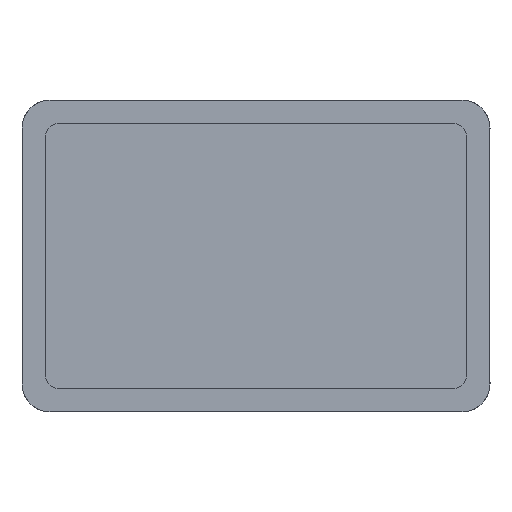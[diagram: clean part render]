
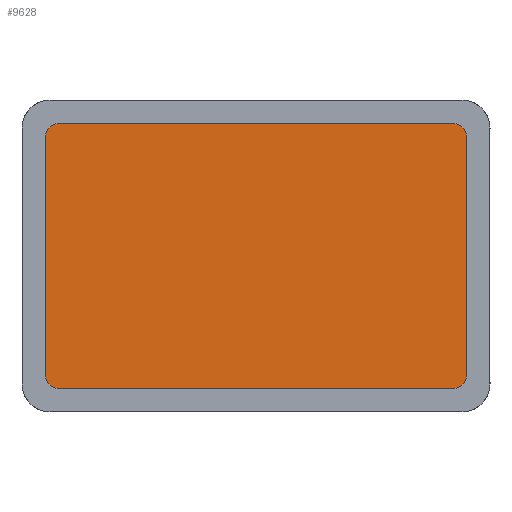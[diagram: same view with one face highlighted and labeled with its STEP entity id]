
A CAD part, front view. The second image highlights one B-rep face of the part: STEP entity #9628.
In plain terms, the highlighted planar face has unit normal (0, -1, 0).
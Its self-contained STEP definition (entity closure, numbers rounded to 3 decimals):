
#157 = AXIS2_PLACEMENT_3D ( 'NONE', #2631, #13946, #8385 ) ;
#523 = ORIENTED_EDGE ( 'NONE', *, *, #16845, .F. ) ;
#936 = EDGE_CURVE ( 'NONE', #3848, #7132, #5223, .T. ) ;
#1385 = DIRECTION ( 'NONE',  ( 0., 0., 1. ) ) ;
#1544 = EDGE_CURVE ( 'NONE', #14063, #2916, #10747, .T. ) ;
#2157 = CARTESIAN_POINT ( 'NONE',  ( 126., 0., 85. ) ) ;
#2618 = CARTESIAN_POINT ( 'NONE',  ( 126., 0., -76. ) ) ;
#2631 = CARTESIAN_POINT ( 'NONE',  ( 126., 0., 76. ) ) ;
#2916 = VERTEX_POINT ( 'NONE', #4207 ) ;
#3412 = EDGE_CURVE ( 'NONE', #7321, #6839, #7299, .T. ) ;
#3826 = CARTESIAN_POINT ( 'NONE',  ( -135., 0., -76. ) ) ;
#3848 = VERTEX_POINT ( 'NONE', #15940 ) ;
#3904 = CARTESIAN_POINT ( 'NONE',  ( -126., 0., -85. ) ) ;
#3981 = CARTESIAN_POINT ( 'NONE',  ( -126., 0., -76. ) ) ;
#4207 = CARTESIAN_POINT ( 'NONE',  ( -126., 0., 85. ) ) ;
#4491 = EDGE_LOOP ( 'NONE', ( #9499, #4574, #6401, #14918, #9945, #523, #13856, #12207 ) ) ;
#4574 = ORIENTED_EDGE ( 'NONE', *, *, #936, .F. ) ;
#4947 = DIRECTION ( 'NONE',  ( 1., 0., 0. ) ) ;
#5223 = LINE ( 'NONE', #7512, #7718 ) ;
#5567 = DIRECTION ( 'NONE',  ( 0., 0., 1. ) ) ;
#5761 = DIRECTION ( 'NONE',  ( 0., 1., 0. ) ) ;
#6315 = AXIS2_PLACEMENT_3D ( 'NONE', #2618, #14022, #1385 ) ;
#6401 = ORIENTED_EDGE ( 'NONE', *, *, #16081, .F. ) ;
#6645 = DIRECTION ( 'NONE',  ( -1., 0., 0. ) ) ;
#6839 = VERTEX_POINT ( 'NONE', #16256 ) ;
#7066 = AXIS2_PLACEMENT_3D ( 'NONE', #14604, #5761, #8676 ) ;
#7132 = VERTEX_POINT ( 'NONE', #3904 ) ;
#7299 = LINE ( 'NONE', #17466, #18328 ) ;
#7321 = VERTEX_POINT ( 'NONE', #17359 ) ;
#7512 = CARTESIAN_POINT ( 'NONE',  ( -126., 0., -85. ) ) ;
#7718 = VECTOR ( 'NONE', #6645, 1000. ) ;
#7799 = DIRECTION ( 'NONE',  ( 0., 1., 0. ) ) ;
#8385 = DIRECTION ( 'NONE',  ( 0., 0., 1. ) ) ;
#8676 = DIRECTION ( 'NONE',  ( 0., 0., 1. ) ) ;
#8751 = LINE ( 'NONE', #11657, #13248 ) ;
#9132 = CARTESIAN_POINT ( 'NONE',  ( -135., 0., 76. ) ) ;
#9209 = CARTESIAN_POINT ( 'NONE',  ( -126., 0., 76. ) ) ;
#9224 = DIRECTION ( 'NONE',  ( 0., 0., 1. ) ) ;
#9499 = ORIENTED_EDGE ( 'NONE', *, *, #9762, .F. ) ;
#9628 = ADVANCED_FACE ( 'NONE', ( #12814 ), #17067, .F. ) ;
#9762 = EDGE_CURVE ( 'NONE', #7132, #14761, #9783, .T. ) ;
#9783 = CIRCLE ( 'NONE', #7066, 9. ) ;
#9945 = ORIENTED_EDGE ( 'NONE', *, *, #10035, .F. ) ;
#10035 = EDGE_CURVE ( 'NONE', #13192, #7321, #18204, .T. ) ;
#10621 = DIRECTION ( 'NONE',  ( 0., 0., 1. ) ) ;
#10747 = CIRCLE ( 'NONE', #12548, 9. ) ;
#11436 = VECTOR ( 'NONE', #9224, 1000. ) ;
#11657 = CARTESIAN_POINT ( 'NONE',  ( -126., 0., 85. ) ) ;
#12207 = ORIENTED_EDGE ( 'NONE', *, *, #15978, .F. ) ;
#12548 = AXIS2_PLACEMENT_3D ( 'NONE', #9209, #7799, #10621 ) ;
#12814 = FACE_OUTER_BOUND ( 'NONE', #4491, .T. ) ;
#13192 = VERTEX_POINT ( 'NONE', #2157 ) ;
#13248 = VECTOR ( 'NONE', #4947, 1000. ) ;
#13743 = LINE ( 'NONE', #9132, #11436 ) ;
#13843 = CIRCLE ( 'NONE', #6315, 9. ) ;
#13856 = ORIENTED_EDGE ( 'NONE', *, *, #1544, .F. ) ;
#13946 = DIRECTION ( 'NONE',  ( 0., 1., 0. ) ) ;
#14022 = DIRECTION ( 'NONE',  ( 0., 1., 0. ) ) ;
#14063 = VERTEX_POINT ( 'NONE', #17076 ) ;
#14604 = CARTESIAN_POINT ( 'NONE',  ( -126., 0., -76. ) ) ;
#14729 = DIRECTION ( 'NONE',  ( 0., 0., -1. ) ) ;
#14761 = VERTEX_POINT ( 'NONE', #3826 ) ;
#14918 = ORIENTED_EDGE ( 'NONE', *, *, #3412, .F. ) ;
#15470 = DIRECTION ( 'NONE',  ( 0., 1., 0. ) ) ;
#15940 = CARTESIAN_POINT ( 'NONE',  ( 126., 0., -85. ) ) ;
#15978 = EDGE_CURVE ( 'NONE', #14761, #14063, #13743, .T. ) ;
#16081 = EDGE_CURVE ( 'NONE', #6839, #3848, #13843, .T. ) ;
#16256 = CARTESIAN_POINT ( 'NONE',  ( 135., 0., -76. ) ) ;
#16845 = EDGE_CURVE ( 'NONE', #2916, #13192, #8751, .T. ) ;
#17067 = PLANE ( 'NONE',  #18477 ) ;
#17076 = CARTESIAN_POINT ( 'NONE',  ( -135., 0., 76. ) ) ;
#17359 = CARTESIAN_POINT ( 'NONE',  ( 135., 0., 76. ) ) ;
#17466 = CARTESIAN_POINT ( 'NONE',  ( 135., 0., 76. ) ) ;
#18204 = CIRCLE ( 'NONE', #157, 9. ) ;
#18328 = VECTOR ( 'NONE', #14729, 1000. ) ;
#18477 = AXIS2_PLACEMENT_3D ( 'NONE', #3981, #15470, #5567 ) ;
